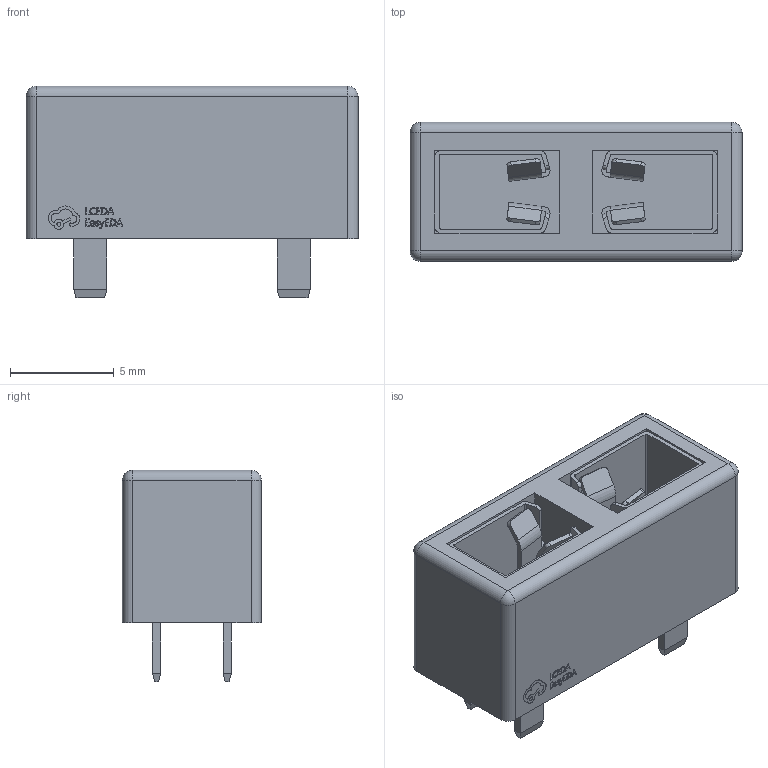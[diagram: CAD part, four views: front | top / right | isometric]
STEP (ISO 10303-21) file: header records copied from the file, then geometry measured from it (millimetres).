
FILE_DESCRIPTION (( 'STEP AP214' ), '1' );
FILE_NAME ('FUSE-TH_4P-L16.0-W6.7.STEP', '2024-03-09T12:58:06', ( '' ), ( '' ), 'SwSTEP 2.0', 'SolidWorks 2020', '' );
FILE_SCHEMA (( 'AUTOMOTIVE_DESIGN' ));
Length unit declared in the file: millimetre
Products named in the file (1): FUSE-TH_4P-L16.0-W6.7
Bounding box: 16 x 6.71 x 10.2 mm (x, y, z)
Volume: 589.1 mm3; surface area: 908 mm2
Topology: 1 solids, 1 shells, 394 faces, 1069 edges, 698 vertices
Faces by surface type: plane 234, bspline 98, cylinder 58, sphere 4
Entity records: 17157 total; most frequent: CARTESIAN_POINT 3464, ORIENTED_EDGE 2130, DIRECTION 1575, EDGE_CURVE 1065, VECTOR 749, LINE 749, VERTEX_POINT 698, EDGE_LOOP 419
